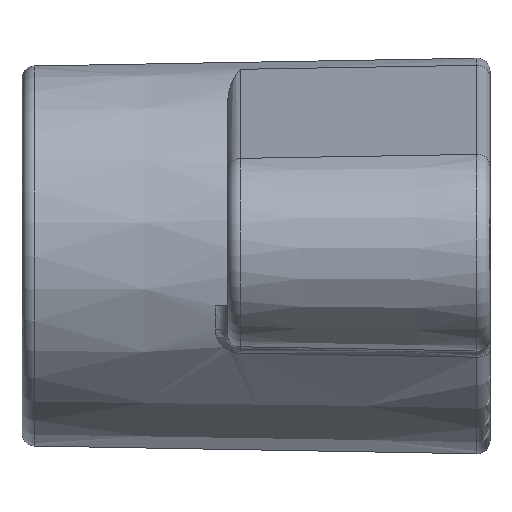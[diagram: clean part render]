
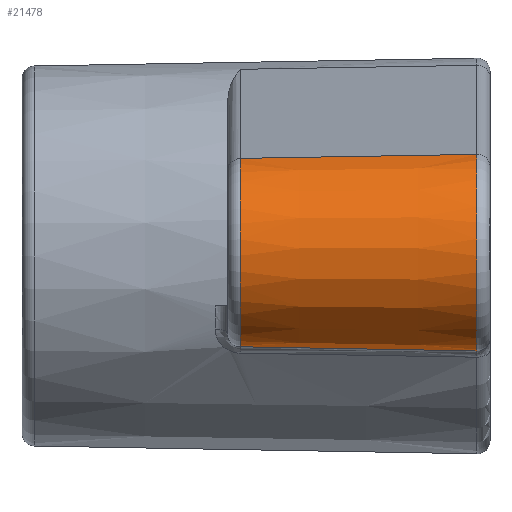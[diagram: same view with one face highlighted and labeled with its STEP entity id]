
A CAD part, left-side view. The second image highlights one B-rep face of the part: STEP entity #21478.
In plain terms, the highlighted conical face has half-angle 1 degrees and reference radius 3.9 mm.
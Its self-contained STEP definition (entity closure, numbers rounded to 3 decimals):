
#1519 = DIRECTION ( 'NONE',  ( 0., -1., 0. ) ) ;
#1865 = VERTEX_POINT ( 'NONE', #2943 ) ;
#2943 = CARTESIAN_POINT ( 'NONE',  ( -14.632, 0.509, 3.952 ) ) ;
#3117 = LINE ( 'NONE', #16641, #12169 ) ;
#3242 = ORIENTED_EDGE ( 'NONE', *, *, #3991, .T. ) ;
#3364 = VERTEX_POINT ( 'NONE', #8204 ) ;
#3991 = EDGE_CURVE ( 'NONE', #3364, #1865, #13802, .T. ) ;
#4399 = CARTESIAN_POINT ( 'NONE',  ( -13.6, 9.709, -3.531 ) ) ;
#5065 = ORIENTED_EDGE ( 'NONE', *, *, #5396, .F. ) ;
#5396 = EDGE_CURVE ( 'NONE', #8079, #1865, #3117, .T. ) ;
#5691 = LINE ( 'NONE', #15984, #21185 ) ;
#5960 = CARTESIAN_POINT ( 'NONE',  ( -14.589, 9.709, 3.797 ) ) ;
#6365 = ORIENTED_EDGE ( 'NONE', *, *, #11210, .T. ) ;
#6484 = EDGE_LOOP ( 'NONE', ( #5065, #7855, #6365, #3242 ) ) ;
#7778 = VERTEX_POINT ( 'NONE', #4399 ) ;
#7855 = ORIENTED_EDGE ( 'NONE', *, *, #17312, .T. ) ;
#7933 = DIRECTION ( 'NONE',  ( 0., 1., 0. ) ) ;
#8079 = VERTEX_POINT ( 'NONE', #5960 ) ;
#8156 = DIRECTION ( 'NONE',  ( 0., 0., -1. ) ) ;
#8204 = CARTESIAN_POINT ( 'NONE',  ( -13.6, 0.509, -3.691 ) ) ;
#8380 = FACE_OUTER_BOUND ( 'NONE', #6484, .T. ) ;
#11210 = EDGE_CURVE ( 'NONE', #7778, #3364, #5691, .T. ) ;
#11693 = CARTESIAN_POINT ( 'NONE',  ( -13.6, 0., 0.2 ) ) ;
#11803 = DIRECTION ( 'NONE',  ( -0.005, -1., 0.017 ) ) ;
#11983 = AXIS2_PLACEMENT_3D ( 'NONE', #18127, #7933, #8156 ) ;
#12169 = VECTOR ( 'NONE', #11803, 1000. ) ;
#12553 = DIRECTION ( 'NONE',  ( 0., -1., -0.017 ) ) ;
#13735 = DIRECTION ( 'NONE',  ( 0., -1., 0. ) ) ;
#13802 = CIRCLE ( 'NONE', #11983, 3.891 ) ;
#14116 = CARTESIAN_POINT ( 'NONE',  ( -13.6, 9.709, 0.2 ) ) ;
#15123 = DIRECTION ( 'NONE',  ( 0., 0., -1. ) ) ;
#15310 = DIRECTION ( 'NONE',  ( 0., 0., -1. ) ) ;
#15569 = AXIS2_PLACEMENT_3D ( 'NONE', #11693, #1519, #15123 ) ;
#15984 = CARTESIAN_POINT ( 'NONE',  ( -13.6, 0., -3.7 ) ) ;
#16641 = CARTESIAN_POINT ( 'NONE',  ( -14.634, 0., 3.96 ) ) ;
#17065 = AXIS2_PLACEMENT_3D ( 'NONE', #14116, #13735, #15310 ) ;
#17259 = CIRCLE ( 'NONE', #17065, 3.731 ) ;
#17312 = EDGE_CURVE ( 'NONE', #8079, #7778, #17259, .T. ) ;
#18127 = CARTESIAN_POINT ( 'NONE',  ( -13.6, 0.509, 0.2 ) ) ;
#19032 = CONICAL_SURFACE ( 'NONE', #15569, 3.9, 0.017 ) ;
#21185 = VECTOR ( 'NONE', #12553, 1000. ) ;
#21478 = ADVANCED_FACE ( 'NONE', ( #8380 ), #19032, .T. ) ;
